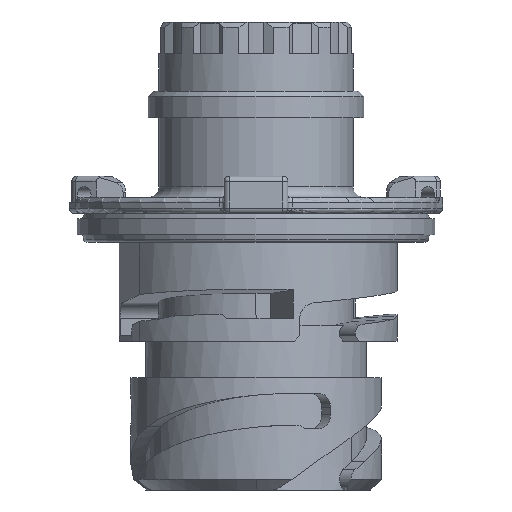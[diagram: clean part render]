
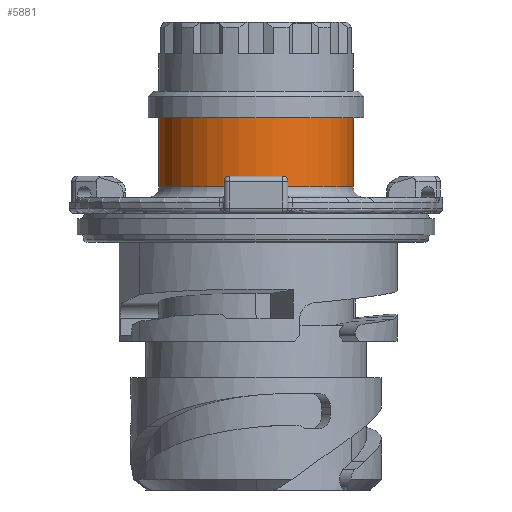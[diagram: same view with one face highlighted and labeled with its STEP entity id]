
A CAD part, left-side view. The second image highlights one B-rep face of the part: STEP entity #5881.
In plain terms, the highlighted cylindrical face has radius 9.15 mm (diameter 18.3 mm), a partial arc.
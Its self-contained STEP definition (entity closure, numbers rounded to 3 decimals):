
#394 = EDGE_CURVE ( 'NONE', #24415, #13428, #16292, .T. ) ;
#591 = AXIS2_PLACEMENT_3D ( 'NONE', #20037, #8117, #16135 ) ;
#843 = CARTESIAN_POINT ( 'NONE',  ( 0., 0., -46.2 ) ) ;
#1384 = VECTOR ( 'NONE', #5523, 1000. ) ;
#1958 = CARTESIAN_POINT ( 'NONE',  ( 0., 9.15, -15.5 ) ) ;
#2029 = VERTEX_POINT ( 'NONE', #25277 ) ;
#3186 = CYLINDRICAL_SURFACE ( 'NONE', #10953, 9.15 ) ;
#3295 = CARTESIAN_POINT ( 'NONE',  ( 0., 0., -9. ) ) ;
#3613 = EDGE_LOOP ( 'NONE', ( #19345, #22113, #17770, #12966 ) ) ;
#5523 = DIRECTION ( 'NONE',  ( 0., 0., -1. ) ) ;
#5781 = EDGE_CURVE ( 'NONE', #2029, #14543, #25751, .T. ) ;
#5881 = ADVANCED_FACE ( 'NONE', ( #16769 ), #3186, .T. ) ;
#6687 = DIRECTION ( 'NONE',  ( 0., 0., -1. ) ) ;
#6735 = EDGE_CURVE ( 'NONE', #14543, #13428, #8888, .T. ) ;
#8117 = DIRECTION ( 'NONE',  ( 0., 0., 1. ) ) ;
#8888 = CIRCLE ( 'NONE', #591, 9.15 ) ;
#8904 = CIRCLE ( 'NONE', #17699, 9.15 ) ;
#10953 = AXIS2_PLACEMENT_3D ( 'NONE', #843, #22881, #23248 ) ;
#12966 = ORIENTED_EDGE ( 'NONE', *, *, #5781, .T. ) ;
#13428 = VERTEX_POINT ( 'NONE', #16455 ) ;
#14543 = VERTEX_POINT ( 'NONE', #1958 ) ;
#15593 = EDGE_CURVE ( 'NONE', #2029, #24415, #8904, .T. ) ;
#16135 = DIRECTION ( 'NONE',  ( 0., 1., 0. ) ) ;
#16292 = LINE ( 'NONE', #20459, #21621 ) ;
#16455 = CARTESIAN_POINT ( 'NONE',  ( 0., -9.15, -15.5 ) ) ;
#16769 = FACE_OUTER_BOUND ( 'NONE', #3613, .T. ) ;
#17699 = AXIS2_PLACEMENT_3D ( 'NONE', #3295, #19342, #19213 ) ;
#17770 = ORIENTED_EDGE ( 'NONE', *, *, #15593, .F. ) ;
#19213 = DIRECTION ( 'NONE',  ( 0., 1., 0. ) ) ;
#19342 = DIRECTION ( 'NONE',  ( 0., 0., 1. ) ) ;
#19345 = ORIENTED_EDGE ( 'NONE', *, *, #6735, .T. ) ;
#20037 = CARTESIAN_POINT ( 'NONE',  ( 0., 0., -15.5 ) ) ;
#20459 = CARTESIAN_POINT ( 'NONE',  ( 0., -9.15, -9. ) ) ;
#21621 = VECTOR ( 'NONE', #6687, 1000. ) ;
#21880 = CARTESIAN_POINT ( 'NONE',  ( 0., -9.15, -9. ) ) ;
#22113 = ORIENTED_EDGE ( 'NONE', *, *, #394, .F. ) ;
#22881 = DIRECTION ( 'NONE',  ( 0., 0., 1. ) ) ;
#23248 = DIRECTION ( 'NONE',  ( 0., -1., 0. ) ) ;
#23405 = CARTESIAN_POINT ( 'NONE',  ( 0., 9.15, -9. ) ) ;
#24415 = VERTEX_POINT ( 'NONE', #21880 ) ;
#25277 = CARTESIAN_POINT ( 'NONE',  ( 0., 9.15, -9. ) ) ;
#25751 = LINE ( 'NONE', #23405, #1384 ) ;
